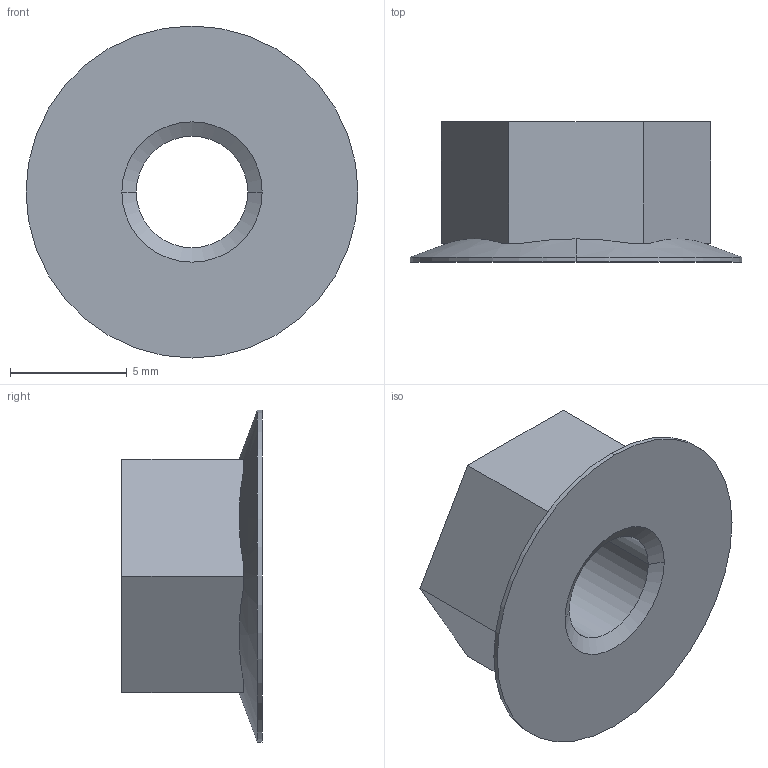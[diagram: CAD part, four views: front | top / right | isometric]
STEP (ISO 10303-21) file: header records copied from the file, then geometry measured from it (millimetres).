
FILE_DESCRIPTION(('CoCreate Modeling STEP Export'),'2;1');
FILE_NAME('0077789_1-6408958.step','2013-12-17T 8:54:27',(''),(''),'CoCreate Modeling STEP processor for AP214 (Solid Model)','CoCreate Modeling 16.00B 02-Dec-2008 (C) Parametric Technology GmbH','');
FILE_SCHEMA(('AUTOMOTIVE_DESIGN { 1 0 10303 214 1 1 1 1 }'));
Length unit declared in the file: millimetre
Products named in the file (2): Kombimutter
Assembly tree (1 placements, depth 2):
  Kombimutter
    Kombimutter
Bounding box: 14.2 x 6 x 14.2 mm (x, y, z)
Volume: 447.2 mm3; surface area: 555.9 mm2
Topology: 1 solids, 1 shells, 25 faces, 61 edges, 39 vertices
Faces by surface type: plane 15, cone 6, cylinder 4
Entity records: 946 total; most frequent: CARTESIAN_POINT 352, ORIENTED_EDGE 122, DIRECTION 78, EDGE_CURVE 61, VERTEX_POINT 39, VECTOR 28, LINE 28, EDGE_LOOP 28
